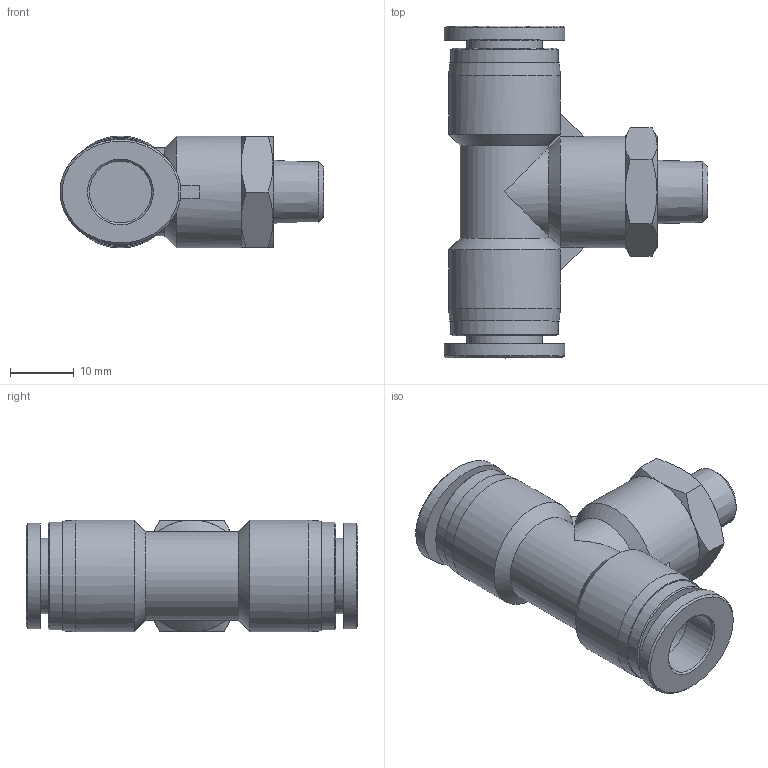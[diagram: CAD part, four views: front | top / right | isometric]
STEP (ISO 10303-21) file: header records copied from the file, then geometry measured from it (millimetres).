
FILE_DESCRIPTION((''),'2;1');
FILE_NAME('PT 3_8-N01U.stp','2016-10-17T15:04:35',('Administrator'),(''),'Autodesk Inventor 2013','Autodesk Inventor 2013','');
FILE_SCHEMA(('CONFIG_CONTROL_DESIGN'));
Length unit declared in the file: millimetre
Products named in the file (4): PT 3_8-N01U; NL 3_8-NPT1_8 BODY; NT N3_8 BODY; SLEEVE N3_8L
Assembly tree (4 placements, depth 2):
  PT 3_8-N01U
    NL 3_8-NPT1_8 BODY
    NT N3_8 BODY
    SLEEVE N3_8L  x2
Bounding box: 41.5 x 52.2 x 17.6 mm (x, y, z)
Volume: 12574 mm3; surface area: 7454.9 mm2
Topology: 4 solids, 4 shells, 78 faces, 165 edges, 102 vertices
Faces by surface type: plane 36, cone 24, cylinder 14, bspline 4
Full cylindrical faces by diameter (mm): 9.75 x4, 11.9 x2, 16.9 x2, 17.6 x3
Entity records: 1930 total; most frequent: CARTESIAN_POINT 474, DIRECTION 295, ORIENTED_EDGE 260, EDGE_CURVE 130, AXIS2_PLACEMENT_3D 126, VERTEX_POINT 89, EDGE_LOOP 89, FACE_OUTER_BOUND 67
